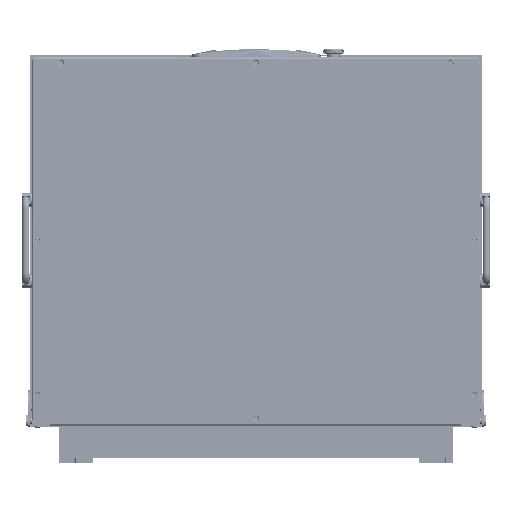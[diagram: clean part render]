
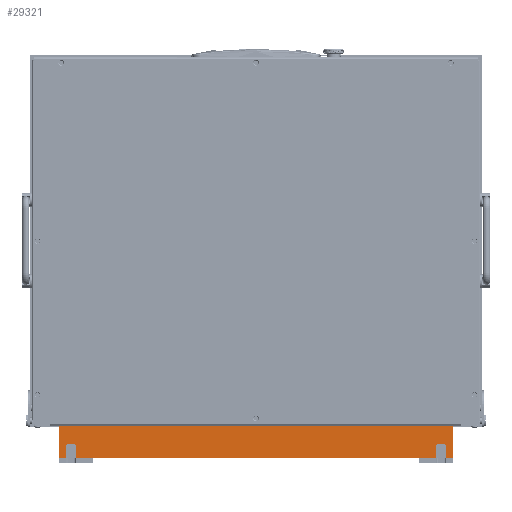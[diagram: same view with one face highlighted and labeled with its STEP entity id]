
A CAD part, front view. The second image highlights one B-rep face of the part: STEP entity #29321.
In plain terms, the highlighted planar face has unit normal (0, -1, 0).
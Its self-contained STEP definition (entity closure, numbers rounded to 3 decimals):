
#2796 = AXIS2_PLACEMENT_3D ( 'NONE', #213701, #42949, #24191 ) ;
#5138 = CARTESIAN_POINT ( 'NONE',  ( -221., -4., 20. ) ) ;
#5460 = EDGE_CURVE ( 'NONE', #186797, #134443, #146205, .T. ) ;
#7086 = CARTESIAN_POINT ( 'NONE',  ( -242., -4., 20. ) ) ;
#8100 = VERTEX_POINT ( 'NONE', #166020 ) ;
#14102 = CARTESIAN_POINT ( 'NONE',  ( 224., -4., 5. ) ) ;
#16360 = DIRECTION ( 'NONE',  ( 0., 0., 1. ) ) ;
#16973 = EDGE_CURVE ( 'NONE', #219909, #105664, #142972, .T. ) ;
#18629 = EDGE_CURVE ( 'NONE', #8100, #38375, #218875, .T. ) ;
#18662 = DIRECTION ( 'NONE',  ( 0., -1., 0. ) ) ;
#21039 = ORIENTED_EDGE ( 'NONE', *, *, #223600, .T. ) ;
#21105 = CARTESIAN_POINT ( 'NONE',  ( 242., -4., -20. ) ) ;
#21253 = CARTESIAN_POINT ( 'NONE',  ( -233., -4., 20. ) ) ;
#24191 = DIRECTION ( 'NONE',  ( 0., 0., -1. ) ) ;
#28334 = LINE ( 'NONE', #195514, #71301 ) ;
#29321 = ADVANCED_FACE ( 'NONE', ( #114739 ), #46884, .T. ) ;
#29654 = CARTESIAN_POINT ( 'NONE',  ( -221., -4., 20. ) ) ;
#30130 = VECTOR ( 'NONE', #140665, 1000. ) ;
#34453 = VERTEX_POINT ( 'NONE', #5138 ) ;
#35087 = LINE ( 'NONE', #21253, #203125 ) ;
#38375 = VERTEX_POINT ( 'NONE', #49036 ) ;
#40243 = ORIENTED_EDGE ( 'NONE', *, *, #89268, .T. ) ;
#40666 = VECTOR ( 'NONE', #143098, 1000. ) ;
#40716 = CARTESIAN_POINT ( 'NONE',  ( 224., -4., 2. ) ) ;
#42949 = DIRECTION ( 'NONE',  ( 0., 1., 0. ) ) ;
#46884 = PLANE ( 'NONE',  #213475 ) ;
#49036 = CARTESIAN_POINT ( 'NONE',  ( 221., -4., 20. ) ) ;
#51530 = CARTESIAN_POINT ( 'NONE',  ( -233., -4., 5. ) ) ;
#52523 = EDGE_CURVE ( 'NONE', #134443, #225747, #28334, .T. ) ;
#53944 = CARTESIAN_POINT ( 'NONE',  ( 242., -4., -20. ) ) ;
#55018 = VECTOR ( 'NONE', #97888, 1000. ) ;
#55068 = CARTESIAN_POINT ( 'NONE',  ( -221., -4., 5. ) ) ;
#55543 = EDGE_CURVE ( 'NONE', #226062, #205214, #55794, .T. ) ;
#55794 = LINE ( 'NONE', #57023, #162977 ) ;
#57023 = CARTESIAN_POINT ( 'NONE',  ( -242., -4., -20. ) ) ;
#57080 = CARTESIAN_POINT ( 'NONE',  ( -242., -4., 20. ) ) ;
#57116 = CARTESIAN_POINT ( 'NONE',  ( -242., -4., 20. ) ) ;
#59665 = ORIENTED_EDGE ( 'NONE', *, *, #155449, .T. ) ;
#63293 = LINE ( 'NONE', #7086, #40666 ) ;
#64559 = CARTESIAN_POINT ( 'NONE',  ( -242., -4., 20. ) ) ;
#70284 = EDGE_CURVE ( 'NONE', #34453, #38375, #127899, .T. ) ;
#71301 = VECTOR ( 'NONE', #123237, 1000. ) ;
#73270 = VECTOR ( 'NONE', #198982, 1000. ) ;
#73562 = DIRECTION ( 'NONE',  ( 0., 0., -1. ) ) ;
#75004 = AXIS2_PLACEMENT_3D ( 'NONE', #14102, #147613, #182453 ) ;
#76821 = VECTOR ( 'NONE', #200199, 1000. ) ;
#81594 = CARTESIAN_POINT ( 'NONE',  ( 242., -4., 20. ) ) ;
#82837 = LINE ( 'NONE', #81594, #55018 ) ;
#83743 = VERTEX_POINT ( 'NONE', #175302 ) ;
#85325 = EDGE_CURVE ( 'NONE', #34453, #186797, #199253, .T. ) ;
#86914 = EDGE_CURVE ( 'NONE', #225747, #193785, #97695, .T. ) ;
#89268 = EDGE_CURVE ( 'NONE', #83743, #97645, #103885, .T. ) ;
#91665 = CARTESIAN_POINT ( 'NONE',  ( -242., -4., 20. ) ) ;
#93279 = DIRECTION ( 'NONE',  ( -1., 0., 0. ) ) ;
#93562 = ORIENTED_EDGE ( 'NONE', *, *, #5460, .T. ) ;
#94811 = DIRECTION ( 'NONE',  ( 0., 0., -1. ) ) ;
#95072 = ORIENTED_EDGE ( 'NONE', *, *, #193743, .F. ) ;
#97645 = VERTEX_POINT ( 'NONE', #40716 ) ;
#97695 = CIRCLE ( 'NONE', #157395, 3. ) ;
#97888 = DIRECTION ( 'NONE',  ( 0., 0., -1. ) ) ;
#103885 = LINE ( 'NONE', #199793, #241050 ) ;
#105559 = ORIENTED_EDGE ( 'NONE', *, *, #70284, .F. ) ;
#105664 = VERTEX_POINT ( 'NONE', #164408 ) ;
#110515 = ORIENTED_EDGE ( 'NONE', *, *, #111490, .F. ) ;
#111490 = EDGE_CURVE ( 'NONE', #205214, #147655, #113285, .T. ) ;
#113285 = LINE ( 'NONE', #57080, #169254 ) ;
#113471 = CARTESIAN_POINT ( 'NONE',  ( -230., -4., 5. ) ) ;
#113626 = ORIENTED_EDGE ( 'NONE', *, *, #147746, .F. ) ;
#114739 = FACE_OUTER_BOUND ( 'NONE', #151859, .T. ) ;
#115145 = EDGE_CURVE ( 'NONE', #219909, #201241, #118238, .T. ) ;
#118238 = LINE ( 'NONE', #64559, #30130 ) ;
#119756 = ORIENTED_EDGE ( 'NONE', *, *, #16973, .T. ) ;
#123041 = CARTESIAN_POINT ( 'NONE',  ( -242., -4., -20. ) ) ;
#123237 = DIRECTION ( 'NONE',  ( -1., 0., 0. ) ) ;
#127899 = LINE ( 'NONE', #91665, #146430 ) ;
#130688 = CARTESIAN_POINT ( 'NONE',  ( -230., -4., 2. ) ) ;
#132197 = DIRECTION ( 'NONE',  ( 0., 1., 0. ) ) ;
#134443 = VERTEX_POINT ( 'NONE', #194859 ) ;
#140021 = ORIENTED_EDGE ( 'NONE', *, *, #115145, .F. ) ;
#140665 = DIRECTION ( 'NONE',  ( 1., 0., 0. ) ) ;
#142972 = LINE ( 'NONE', #181490, #76821 ) ;
#143098 = DIRECTION ( 'NONE',  ( 1., 0., 0. ) ) ;
#144280 = AXIS2_PLACEMENT_3D ( 'NONE', #146079, #221972, #243158 ) ;
#146079 = CARTESIAN_POINT ( 'NONE',  ( 230., -4., 5. ) ) ;
#146205 = CIRCLE ( 'NONE', #2796, 3. ) ;
#146430 = VECTOR ( 'NONE', #167745, 1000. ) ;
#147613 = DIRECTION ( 'NONE',  ( 0., 1., 0. ) ) ;
#147655 = VERTEX_POINT ( 'NONE', #57116 ) ;
#147746 = EDGE_CURVE ( 'NONE', #147655, #186840, #63293, .T. ) ;
#151859 = EDGE_LOOP ( 'NONE', ( #59665, #113626, #110515, #190465, #95072, #140021, #119756, #21039, #40243, #207363, #189353, #105559, #186150, #93562, #235233, #227662 ) ) ;
#155449 = EDGE_CURVE ( 'NONE', #193785, #186840, #35087, .T. ) ;
#157395 = AXIS2_PLACEMENT_3D ( 'NONE', #113471, #132197, #73562 ) ;
#162977 = VECTOR ( 'NONE', #93279, 1000. ) ;
#164408 = CARTESIAN_POINT ( 'NONE',  ( 233., -4., 5. ) ) ;
#166020 = CARTESIAN_POINT ( 'NONE',  ( 221., -4., 5. ) ) ;
#167745 = DIRECTION ( 'NONE',  ( 1., 0., 0. ) ) ;
#169254 = VECTOR ( 'NONE', #222936, 1000. ) ;
#174689 = CIRCLE ( 'NONE', #75004, 3. ) ;
#175302 = CARTESIAN_POINT ( 'NONE',  ( 230., -4., 2. ) ) ;
#176660 = EDGE_CURVE ( 'NONE', #97645, #8100, #174689, .T. ) ;
#177499 = CARTESIAN_POINT ( 'NONE',  ( 242., -4., 20. ) ) ;
#178025 = CARTESIAN_POINT ( 'NONE',  ( 233., -4., 20. ) ) ;
#181490 = CARTESIAN_POINT ( 'NONE',  ( 233., -4., 20. ) ) ;
#181789 = DIRECTION ( 'NONE',  ( 0., 0., -1. ) ) ;
#182453 = DIRECTION ( 'NONE',  ( 0., 0., 1. ) ) ;
#186150 = ORIENTED_EDGE ( 'NONE', *, *, #85325, .T. ) ;
#186797 = VERTEX_POINT ( 'NONE', #55068 ) ;
#186840 = VERTEX_POINT ( 'NONE', #208397 ) ;
#189353 = ORIENTED_EDGE ( 'NONE', *, *, #18629, .T. ) ;
#190465 = ORIENTED_EDGE ( 'NONE', *, *, #55543, .F. ) ;
#193743 = EDGE_CURVE ( 'NONE', #201241, #226062, #82837, .T. ) ;
#193785 = VERTEX_POINT ( 'NONE', #51530 ) ;
#194859 = CARTESIAN_POINT ( 'NONE',  ( -224., -4., 2. ) ) ;
#195514 = CARTESIAN_POINT ( 'NONE',  ( -230., -4., 2. ) ) ;
#198554 = DIRECTION ( 'NONE',  ( -1., 0., 0. ) ) ;
#198982 = DIRECTION ( 'NONE',  ( 0., 0., 1. ) ) ;
#199253 = LINE ( 'NONE', #29654, #208532 ) ;
#199793 = CARTESIAN_POINT ( 'NONE',  ( 230., -4., 2. ) ) ;
#199859 = CIRCLE ( 'NONE', #144280, 3. ) ;
#200199 = DIRECTION ( 'NONE',  ( 0., 0., -1. ) ) ;
#201241 = VERTEX_POINT ( 'NONE', #177499 ) ;
#202676 = CARTESIAN_POINT ( 'NONE',  ( 221., -4., 20. ) ) ;
#203125 = VECTOR ( 'NONE', #16360, 1000. ) ;
#205214 = VERTEX_POINT ( 'NONE', #123041 ) ;
#207363 = ORIENTED_EDGE ( 'NONE', *, *, #176660, .T. ) ;
#208397 = CARTESIAN_POINT ( 'NONE',  ( -233., -4., 20. ) ) ;
#208532 = VECTOR ( 'NONE', #181789, 1000. ) ;
#213475 = AXIS2_PLACEMENT_3D ( 'NONE', #21105, #18662, #94811 ) ;
#213701 = CARTESIAN_POINT ( 'NONE',  ( -224., -4., 5. ) ) ;
#218875 = LINE ( 'NONE', #202676, #73270 ) ;
#219909 = VERTEX_POINT ( 'NONE', #178025 ) ;
#221972 = DIRECTION ( 'NONE',  ( 0., 1., 0. ) ) ;
#222936 = DIRECTION ( 'NONE',  ( 0., 0., 1. ) ) ;
#223600 = EDGE_CURVE ( 'NONE', #105664, #83743, #199859, .T. ) ;
#225747 = VERTEX_POINT ( 'NONE', #130688 ) ;
#226062 = VERTEX_POINT ( 'NONE', #53944 ) ;
#227662 = ORIENTED_EDGE ( 'NONE', *, *, #86914, .T. ) ;
#235233 = ORIENTED_EDGE ( 'NONE', *, *, #52523, .T. ) ;
#241050 = VECTOR ( 'NONE', #198554, 1000. ) ;
#243158 = DIRECTION ( 'NONE',  ( 0., 0., 1. ) ) ;
